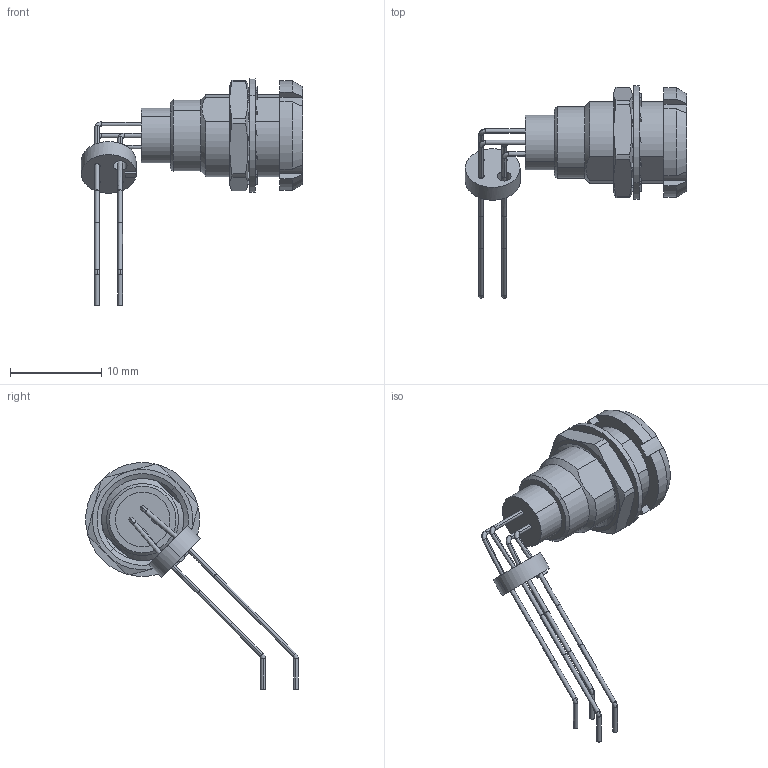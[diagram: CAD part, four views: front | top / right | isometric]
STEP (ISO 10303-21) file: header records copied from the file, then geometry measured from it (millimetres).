
FILE_DESCRIPTION((''),'2;1');
FILE_NAME('LEMO_ECG.0B.304.CLV_a.stp','2013-06-26T17:41:12',(''),(''),'Mechanical Desktop 2011','Mechanical Desktop 2011',', , ');
FILE_SCHEMA(('AUTOMOTIVE_DESIGN { 1 2 10303 214 1 1 1 1 }'));
Length unit declared in the file: millimetre
Products named in the file (1): Product
Bounding box: 24.27 x 23.27 x 24.83 mm (x, y, z)
Volume: 891.8 mm3; surface area: 2350.8 mm2
Topology: 27 solids, 27 shells, 329 faces, 786 edges, 512 vertices
Faces by surface type: cylinder 148, plane 91, bspline 48, cone 30, torus 12
Entity records: 10779 total; most frequent: CARTESIAN_POINT 3148, ORIENTED_EDGE 1572, DIRECTION 1570, EDGE_CURVE 786, AXIS2_PLACEMENT_3D 642, VERTEX_POINT 512, EDGE_LOOP 360, CIRCLE 344
